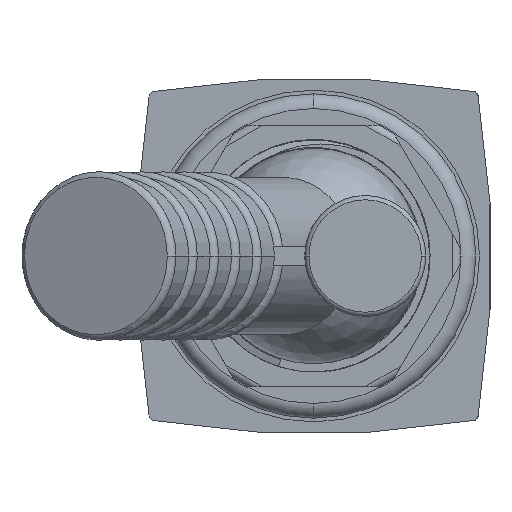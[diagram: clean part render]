
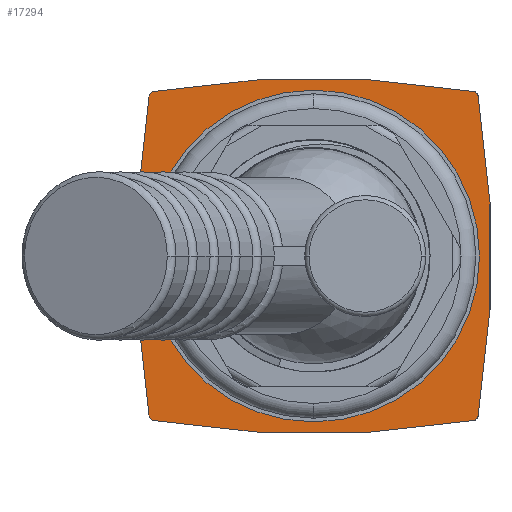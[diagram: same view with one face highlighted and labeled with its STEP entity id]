
A CAD part, front view. The second image highlights one B-rep face of the part: STEP entity #17294.
In plain terms, the highlighted planar face has unit normal (0, -1, 0).
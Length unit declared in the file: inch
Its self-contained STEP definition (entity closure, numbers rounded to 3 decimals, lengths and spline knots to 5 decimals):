
#2394=CARTESIAN_POINT('',(0.86314,0.,0.86314));
#2395=DIRECTION('',(0.,-1.,0.));
#2396=DIRECTION('',(0.986,0.,0.165));
#2397=AXIS2_PLACEMENT_3D('',#2394,#2395,#2396);
#2402=CARTESIAN_POINT('',(-4.285,0.,0.));
#2403=DIRECTION('',(0.,1.,0.));
#2404=DIRECTION('',(0.986,0.,0.165));
#2405=AXIS2_PLACEMENT_3D('',#2402,#2403,#2404);
#2410=CARTESIAN_POINT('',(0.86314,0.,-0.86314));
#2411=DIRECTION('',(0.,-1.,0.));
#2412=DIRECTION('',(0.165,0.,-0.986));
#2413=AXIS2_PLACEMENT_3D('',#2410,#2411,#2412);
#2418=CARTESIAN_POINT('',(0.,0.,4.285));
#2419=DIRECTION('',(0.,1.,0.));
#2420=DIRECTION('',(0.165,0.,-0.986));
#2421=AXIS2_PLACEMENT_3D('',#2418,#2419,#2420);
#2426=CARTESIAN_POINT('',(-0.86314,0.,-0.86314));
#2427=DIRECTION('',(0.,-1.,0.));
#2428=DIRECTION('',(-0.986,0.,-0.165));
#2429=AXIS2_PLACEMENT_3D('',#2426,#2427,#2428);
#2434=CARTESIAN_POINT('',(4.285,0.,0.));
#2435=DIRECTION('',(0.,1.,0.));
#2436=DIRECTION('',(-0.986,0.,-0.165));
#2437=AXIS2_PLACEMENT_3D('',#2434,#2435,#2436);
#2442=CARTESIAN_POINT('',(-0.86314,0.,0.86314));
#2443=DIRECTION('',(0.,-1.,0.));
#2444=DIRECTION('',(-0.165,0.,0.986));
#2445=AXIS2_PLACEMENT_3D('',#2442,#2443,#2444);
#2450=CARTESIAN_POINT('',(0.,0.,-4.285));
#2451=DIRECTION('',(0.,1.,0.));
#2452=DIRECTION('',(-0.165,0.,0.986));
#2453=AXIS2_PLACEMENT_3D('',#2450,#2451,#2452);
#2488=CARTESIAN_POINT('',(0.,0.,0.));
#2489=DIRECTION('',(0.,1.,0.));
#2490=DIRECTION('',(0.878,0.,0.479));
#2491=AXIS2_PLACEMENT_3D('',#2488,#2489,#2490);
#2592=CARTESIAN_POINT('',(0.07734,0.,-0.62473));
#2593=CARTESIAN_POINT('',(0.05713,0.,-0.62586));
#2594=CARTESIAN_POINT('',(0.01701,0.,-0.62615));
#2595=CARTESIAN_POINT('',(-0.04236,0.,-0.62089));
#2596=CARTESIAN_POINT('',(-0.10064,0.,-0.61005));
#2597=CARTESIAN_POINT('',(-0.15752,0.,-0.59369));
#2598=CARTESIAN_POINT('',(-0.21212,0.,-0.57211));
#2599=CARTESIAN_POINT('',(-0.26418,0.,-0.54549));
#2600=CARTESIAN_POINT('',(-0.31327,0.,-0.51408));
#2601=CARTESIAN_POINT('',(-0.35874,0.,-0.47835));
#2602=CARTESIAN_POINT('',(-0.40043,0.,-0.43851));
#2603=CARTESIAN_POINT('',(-0.42537,0.,-0.40955));
#2604=CARTESIAN_POINT('',(-0.43714,0.,-0.39445));
#2609=CARTESIAN_POINT('',(-0.43714,0.,-0.39445));
#2610=CARTESIAN_POINT('',(-0.45102,0.,-0.37907));
#2611=CARTESIAN_POINT('',(-0.47697,0.,-0.34707));
#2612=CARTESIAN_POINT('',(-0.51072,0.,-0.29518));
#2613=CARTESIAN_POINT('',(-0.5389,0.,-0.2399));
#2614=CARTESIAN_POINT('',(-0.56107,0.,-0.1821));
#2615=CARTESIAN_POINT('',(-0.57707,0.,-0.1223));
#2616=CARTESIAN_POINT('',(-0.58672,0.,-0.061));
#2617=CARTESIAN_POINT('',(-0.58988,0.,0.00072));
#2618=CARTESIAN_POINT('',(-0.58655,0.,0.0627));
#2619=CARTESIAN_POINT('',(-0.57673,0.,0.12384));
#2620=CARTESIAN_POINT('',(-0.5606,0.,0.18357));
#2621=CARTESIAN_POINT('',(-0.53818,0.,0.2415));
#2622=CARTESIAN_POINT('',(-0.50999,0.,0.29643));
#2623=CARTESIAN_POINT('',(-0.476,0.,0.34841));
#2624=CARTESIAN_POINT('',(-0.43685,0.,0.39638));
#2625=CARTESIAN_POINT('',(-0.39294,0.,0.43996));
#2626=CARTESIAN_POINT('',(-0.34448,0.,0.47885));
#2627=CARTESIAN_POINT('',(-0.29255,0.,0.51222));
#2628=CARTESIAN_POINT('',(-0.23707,0.,0.54016));
#2629=CARTESIAN_POINT('',(-0.17916,0.,0.56201));
#2630=CARTESIAN_POINT('',(-0.11929,0.,0.5777));
#2631=CARTESIAN_POINT('',(-0.05789,0.,0.58704));
#2632=CARTESIAN_POINT('',(0.00385,0.,0.58986));
#2633=CARTESIAN_POINT('',(0.04503,0.,0.58744));
#2634=CARTESIAN_POINT('',(0.06564,0.,0.58513));
#2681=CARTESIAN_POINT('',(0.06564,0.,0.58513));
#2682=CARTESIAN_POINT('',(0.08473,0.,0.58437));
#2683=CARTESIAN_POINT('',(0.12273,0.,0.581));
#2684=CARTESIAN_POINT('',(0.17951,0.,0.57035));
#2685=CARTESIAN_POINT('',(0.23502,0.,0.55424));
#2686=CARTESIAN_POINT('',(0.2892,0.,0.53265));
#2687=CARTESIAN_POINT('',(0.3412,0.,0.50585));
#2688=CARTESIAN_POINT('',(0.39061,0.,0.47403));
#2689=CARTESIAN_POINT('',(0.43708,0.,0.43734));
#2690=CARTESIAN_POINT('',(0.47994,0.,0.39621));
#2691=CARTESIAN_POINT('',(0.51883,0.,0.35098));
#2692=CARTESIAN_POINT('',(0.54188,0.,0.31834));
#2693=CARTESIAN_POINT('',(0.55268,0.,0.30136));
#14148=CARTESIAN_POINT('',(0.89273,0.,0.8681));
#14149=CARTESIAN_POINT('',(0.8681,0.,0.89273));
#14150=VERTEX_POINT('',#14148);
#14151=VERTEX_POINT('',#14149);
#14152=CARTESIAN_POINT('',(0.8681,0.,-0.89273));
#14153=CARTESIAN_POINT('',(0.89273,0.,-0.8681));
#14154=VERTEX_POINT('',#14152);
#14155=VERTEX_POINT('',#14153);
#14156=CARTESIAN_POINT('',(-0.89273,0.,-0.8681));
#14157=CARTESIAN_POINT('',(-0.8681,0.,-0.89273));
#14158=VERTEX_POINT('',#14156);
#14159=VERTEX_POINT('',#14157);
#14160=CARTESIAN_POINT('',(-0.8681,0.,0.89273));
#14161=CARTESIAN_POINT('',(-0.89273,0.,0.8681));
#14162=VERTEX_POINT('',#14160);
#14163=VERTEX_POINT('',#14161);
#14238=VERTEX_POINT('',#2592);
#14239=VERTEX_POINT('',#2604);
#14240=VERTEX_POINT('',#2634);
#14241=VERTEX_POINT('',#2693);
#17267=CARTESIAN_POINT('',(0.,0.,0.));
#17268=DIRECTION('',(0.,1.,0.));
#17269=DIRECTION('',(0.,0.,1.));
#17270=AXIS2_PLACEMENT_3D('',#17267,#17268,#17269);
#17271=PLANE('',#17270);
#17272=ORIENTED_EDGE('',*,*,#16415,.F.);
#17274=ORIENTED_EDGE('',*,*,#17273,.T.);
#17276=ORIENTED_EDGE('',*,*,#17275,.F.);
#17277=ORIENTED_EDGE('',*,*,#17191,.T.);
#17278=ORIENTED_EDGE('',*,*,#17214,.F.);
#17279=ORIENTED_EDGE('',*,*,#17234,.T.);
#17280=ORIENTED_EDGE('',*,*,#17255,.F.);
#17281=ORIENTED_EDGE('',*,*,#16435,.T.);
#17282=EDGE_LOOP('',(#17272,#17274,#17276,#17277,#17278,#17279,#17280,#17281));
#17283=FACE_OUTER_BOUND('',#17282,.F.);
#17285=ORIENTED_EDGE('',*,*,#17284,.F.);
#17287=ORIENTED_EDGE('',*,*,#17286,.F.);
#17289=ORIENTED_EDGE('',*,*,#17288,.F.);
#17291=ORIENTED_EDGE('',*,*,#17290,.F.);
#17292=EDGE_LOOP('',(#17285,#17287,#17289,#17291));
#17293=FACE_BOUND('',#17292,.F.);
#2398=CIRCLE('',#2397,0.03);
#2406=CIRCLE('',#2405,5.25);
#2414=CIRCLE('',#2413,0.03);
#2422=CIRCLE('',#2421,5.25);
#2430=CIRCLE('',#2429,0.03);
#2438=CIRCLE('',#2437,5.25);
#2446=CIRCLE('',#2445,0.03);
#2454=CIRCLE('',#2453,5.25);
#2492=CIRCLE('',#2491,0.6295);
#2605=B_SPLINE_CURVE_WITH_KNOTS('',3,(#2592,#2593,#2594,#2595,#2596,#2597,#2598,
#2599,#2600,#2601,#2602,#2603,#2604),.UNSPECIFIED.,.F.,.F.,(4,1,1,1,1,1,1,1,1,1,
4),(0.,0.1,0.2,0.3,0.4,0.5,0.6,0.7,0.8,0.9,1.),
.UNSPECIFIED.);
#2635=B_SPLINE_CURVE_WITH_KNOTS('',3,(#2609,#2610,#2611,#2612,#2613,#2614,#2615,
#2616,#2617,#2618,#2619,#2620,#2621,#2622,#2623,#2624,#2625,#2626,#2627,#2628,
#2629,#2630,#2631,#2632,#2633,#2634),.UNSPECIFIED.,.F.,.F.,(4,1,1,1,1,1,1,1,1,1,
1,1,1,1,1,1,1,1,1,1,1,1,1,4),(0.,0.04348,0.08696,
0.13043,0.17391,0.21739,0.26087,
0.30435,0.34783,0.3913,0.43478,
0.47826,0.52174,0.56522,0.6087,
0.65217,0.69565,0.73913,0.78261,
0.82609,0.86957,0.91304,0.95652,1.),
.UNSPECIFIED.);
#2694=B_SPLINE_CURVE_WITH_KNOTS('',3,(#2681,#2682,#2683,#2684,#2685,#2686,#2687,
#2688,#2689,#2690,#2691,#2692,#2693),.UNSPECIFIED.,.F.,.F.,(4,1,1,1,1,1,1,1,1,1,
4),(0.,0.1,0.2,0.3,0.4,0.5,0.6,0.7,0.8,0.9,1.),
.UNSPECIFIED.);
#16415=EDGE_CURVE('',#14150,#14151,#2398,.T.);
#16435=EDGE_CURVE('',#14162,#14151,#2454,.T.);
#17191=EDGE_CURVE('',#14154,#14159,#2422,.T.);
#17214=EDGE_CURVE('',#14158,#14159,#2430,.T.);
#17234=EDGE_CURVE('',#14158,#14163,#2438,.T.);
#17255=EDGE_CURVE('',#14162,#14163,#2446,.T.);
#17273=EDGE_CURVE('',#14150,#14155,#2406,.T.);
#17275=EDGE_CURVE('',#14154,#14155,#2414,.T.);
#17284=EDGE_CURVE('',#14241,#14238,#2492,.T.);
#17286=EDGE_CURVE('',#14240,#14241,#2694,.T.);
#17288=EDGE_CURVE('',#14239,#14240,#2635,.T.);
#17290=EDGE_CURVE('',#14238,#14239,#2605,.T.);
#17294=ADVANCED_FACE('',(#17283,#17293),#17271,.F.);
